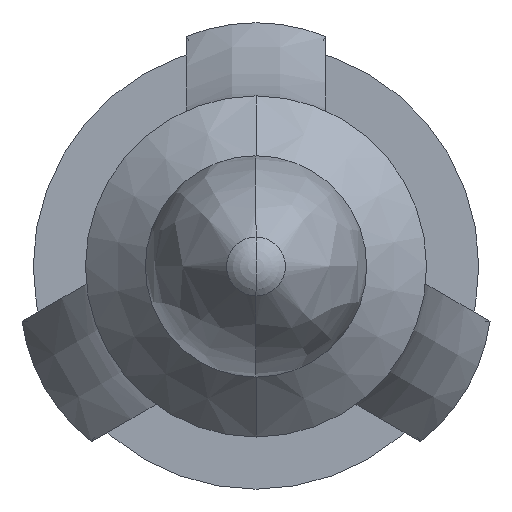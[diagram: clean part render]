
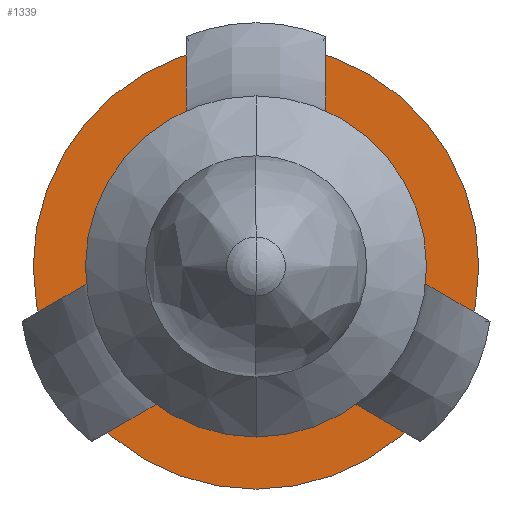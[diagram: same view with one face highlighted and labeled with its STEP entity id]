
A CAD part, left-side view. The second image highlights one B-rep face of the part: STEP entity #1339.
In plain terms, the highlighted planar face has unit normal (-1, 0, 0).
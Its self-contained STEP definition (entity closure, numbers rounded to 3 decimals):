
#232=CARTESIAN_POINT('',(0.,0.,0.));
#233=DIRECTION('',(1.,0.,0.));
#234=DIRECTION('',(0.,0.,1.));
#235=AXIS2_PLACEMENT_3D('',#232,#233,#234);
#237=CARTESIAN_POINT('',(0.,0.,0.));
#238=DIRECTION('',(1.,0.,0.));
#239=DIRECTION('',(0.,0.,-1.));
#240=AXIS2_PLACEMENT_3D('',#237,#238,#239);
#242=CARTESIAN_POINT('',(0.,0.,0.));
#243=DIRECTION('',(-1.,0.,0.));
#244=DIRECTION('',(0.,0.,1.));
#245=AXIS2_PLACEMENT_3D('',#242,#243,#244);
#247=CARTESIAN_POINT('',(0.,0.,0.));
#248=DIRECTION('',(-1.,0.,0.));
#249=DIRECTION('',(0.,0.,-1.));
#250=AXIS2_PLACEMENT_3D('',#247,#248,#249);
#869=CARTESIAN_POINT('',(0.,0.,-1.6));
#870=VERTEX_POINT('',#869);
#871=CARTESIAN_POINT('',(0.,0.,1.6));
#872=VERTEX_POINT('',#871);
#873=CARTESIAN_POINT('',(0.,0.,1.));
#874=CARTESIAN_POINT('',(0.,0.,-1.));
#875=VERTEX_POINT('',#873);
#876=VERTEX_POINT('',#874);
#1324=CARTESIAN_POINT('',(0.,0.,0.));
#1325=DIRECTION('',(1.,0.,0.));
#1326=DIRECTION('',(0.,0.,-1.));
#1327=AXIS2_PLACEMENT_3D('',#1324,#1325,#1326);
#1328=PLANE('',#1327);
#1329=ORIENTED_EDGE('',*,*,#1317,.T.);
#1330=ORIENTED_EDGE('',*,*,#1306,.T.);
#1331=EDGE_LOOP('',(#1329,#1330));
#1332=FACE_OUTER_BOUND('',#1331,.F.);
#1334=ORIENTED_EDGE('',*,*,#1333,.T.);
#1336=ORIENTED_EDGE('',*,*,#1335,.T.);
#1337=EDGE_LOOP('',(#1334,#1336));
#1338=FACE_BOUND('',#1337,.F.);
#1339=ADVANCED_FACE('',(#1332,#1338),#1328,.F.);
#236=CIRCLE('',#235,1.6);
#241=CIRCLE('',#240,1.6);
#246=CIRCLE('',#245,1.);
#251=CIRCLE('',#250,1.);
#1306=EDGE_CURVE('',#870,#872,#241,.T.);
#1317=EDGE_CURVE('',#872,#870,#236,.T.);
#1333=EDGE_CURVE('',#875,#876,#246,.T.);
#1335=EDGE_CURVE('',#876,#875,#251,.T.);
